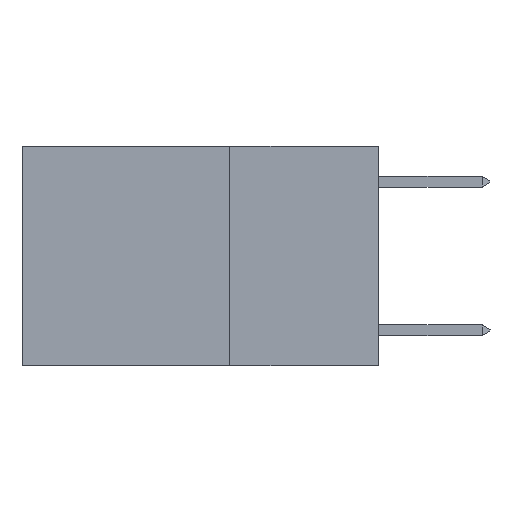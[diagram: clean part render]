
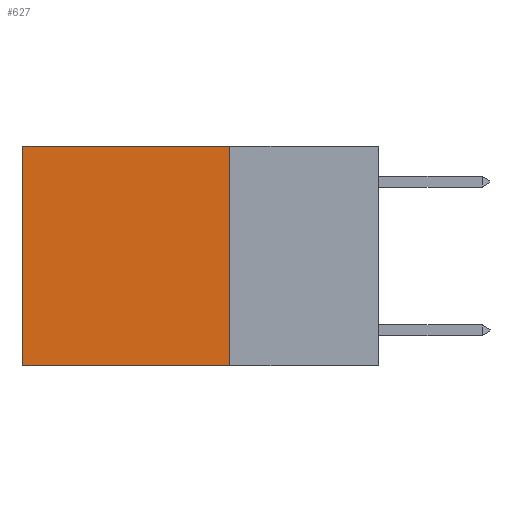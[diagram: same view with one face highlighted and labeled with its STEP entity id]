
A CAD part, left-side view. The second image highlights one B-rep face of the part: STEP entity #627.
In plain terms, the highlighted planar face has unit normal (-1, 0, 0).
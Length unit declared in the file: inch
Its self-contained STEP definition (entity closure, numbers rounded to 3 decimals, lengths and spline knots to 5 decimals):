
#627 = ADVANCED_FACE ( 'NONE', ( #14549 ), #7152, .F. ) ;
#1705 = ORIENTED_EDGE ( 'NONE', *, *, #5016, .T. ) ;
#4636 = VERTEX_POINT ( 'NONE', #20211 ) ;
#4678 = ORIENTED_EDGE ( 'NONE', *, *, #5674, .F. ) ;
#5016 = EDGE_CURVE ( 'NONE', #4636, #22708, #22502, .T. ) ;
#5136 = VERTEX_POINT ( 'NONE', #10293 ) ;
#5574 = AXIS2_PLACEMENT_3D ( 'NONE', #6336, #6194, #6110 ) ;
#5674 = EDGE_CURVE ( 'NONE', #5136, #22708, #17121, .T. ) ;
#5867 = CARTESIAN_POINT ( 'NONE',  ( 0.2625, 0.6, -0.37 ) ) ;
#6007 = ORIENTED_EDGE ( 'NONE', *, *, #18920, .T. ) ;
#6110 = DIRECTION ( 'NONE',  ( 0., 0., -1. ) ) ;
#6194 = DIRECTION ( 'NONE',  ( 1., 0., 0. ) ) ;
#6336 = CARTESIAN_POINT ( 'NONE',  ( 0.2625, 0.25, 0. ) ) ;
#7152 = PLANE ( 'NONE',  #5574 ) ;
#8601 = VERTEX_POINT ( 'NONE', #20908 ) ;
#9835 = DIRECTION ( 'NONE',  ( 0., 1., 0. ) ) ;
#10193 = CARTESIAN_POINT ( 'NONE',  ( 0.2625, 0.25, 0. ) ) ;
#10293 = CARTESIAN_POINT ( 'NONE',  ( 0.2625, 0.25, -0.37 ) ) ;
#10920 = LINE ( 'NONE', #10193, #10940 ) ;
#10940 = VECTOR ( 'NONE', #9835, 39.37008 ) ;
#13018 = DIRECTION ( 'NONE',  ( 0., 0., -1. ) ) ;
#13226 = CARTESIAN_POINT ( 'NONE',  ( 0.2625, 0.6, 0. ) ) ;
#13755 = EDGE_LOOP ( 'NONE', ( #1705, #4678, #15737, #6007 ) ) ;
#14549 = FACE_OUTER_BOUND ( 'NONE', #13755, .T. ) ;
#15737 = ORIENTED_EDGE ( 'NONE', *, *, #15850, .F. ) ;
#15850 = EDGE_CURVE ( 'NONE', #8601, #5136, #17611, .T. ) ;
#16036 = DIRECTION ( 'NONE',  ( 0., 0., -1. ) ) ;
#16791 = CARTESIAN_POINT ( 'NONE',  ( 0.2625, 0.25, 0. ) ) ;
#16937 = VECTOR ( 'NONE', #21334, 39.37008 ) ;
#17121 = LINE ( 'NONE', #21115, #16937 ) ;
#17605 = VECTOR ( 'NONE', #16036, 39.37008 ) ;
#17611 = LINE ( 'NONE', #16791, #17605 ) ;
#18920 = EDGE_CURVE ( 'NONE', #8601, #4636, #10920, .T. ) ;
#20211 = CARTESIAN_POINT ( 'NONE',  ( 0.2625, 0.6, 0. ) ) ;
#20908 = CARTESIAN_POINT ( 'NONE',  ( 0.2625, 0.25, 0. ) ) ;
#21115 = CARTESIAN_POINT ( 'NONE',  ( 0.2625, 0.25, -0.37 ) ) ;
#21334 = DIRECTION ( 'NONE',  ( 0., 1., 0. ) ) ;
#21964 = VECTOR ( 'NONE', #13018, 39.37008 ) ;
#22502 = LINE ( 'NONE', #13226, #21964 ) ;
#22708 = VERTEX_POINT ( 'NONE', #5867 ) ;
